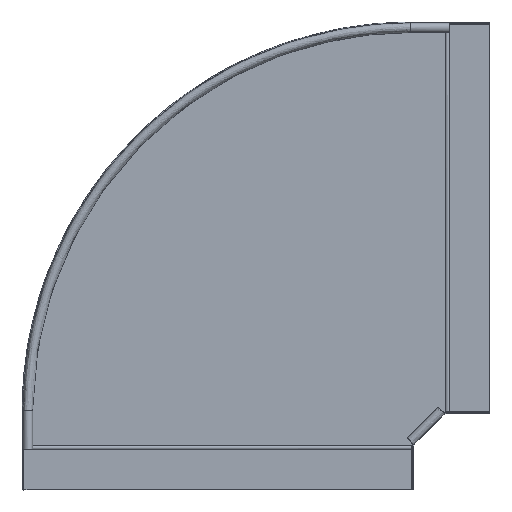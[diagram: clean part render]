
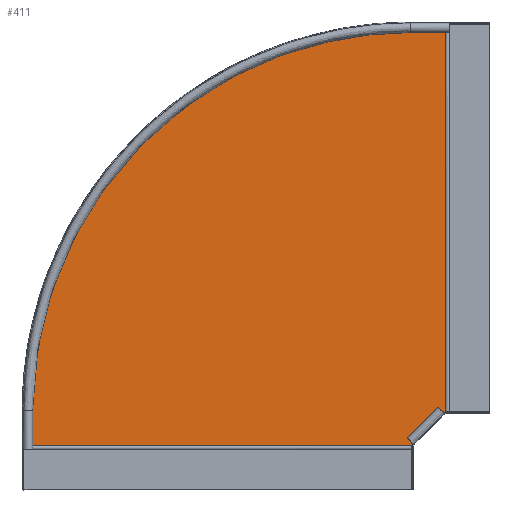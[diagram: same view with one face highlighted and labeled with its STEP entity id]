
A CAD part, top view. The second image highlights one B-rep face of the part: STEP entity #411.
In plain terms, the highlighted planar face has unit normal (0, 0, 1).
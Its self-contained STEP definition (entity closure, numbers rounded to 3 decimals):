
#411=ADVANCED_FACE('',(#787),#5932,.T.);
#787=FACE_OUTER_BOUND('',#1188,.T.);
#1188=EDGE_LOOP('',(#3033,#3034,#3035,#3036,#3037,#3038,#3039,#3040));
#3033=ORIENTED_EDGE('',*,*,#4007,.F.);
#3034=ORIENTED_EDGE('',*,*,#4033,.F.);
#3035=ORIENTED_EDGE('',*,*,#4011,.F.);
#3036=ORIENTED_EDGE('',*,*,#4027,.F.);
#3037=ORIENTED_EDGE('',*,*,#4032,.F.);
#3038=ORIENTED_EDGE('',*,*,#4031,.F.);
#3039=ORIENTED_EDGE('',*,*,#4030,.F.);
#3040=ORIENTED_EDGE('',*,*,#4034,.F.);
#4007=EDGE_CURVE('',#5598,#5597,#4986,.T.);
#4011=EDGE_CURVE('',#5607,#5606,#4990,.T.);
#4027=EDGE_CURVE('',#5613,#5607,#4190,.T.);
#4030=EDGE_CURVE('',#5614,#5615,#5001,.T.);
#4031=EDGE_CURVE('',#5615,#5616,#5002,.T.);
#4032=EDGE_CURVE('',#5616,#5613,#5003,.T.);
#4033=EDGE_CURVE('',#5606,#5598,#5004,.T.);
#4034=EDGE_CURVE('',#5597,#5614,#5005,.T.);
#4190=(
BOUNDED_CURVE()
B_SPLINE_CURVE(2,(#16047,#16048,#16049),.UNSPECIFIED.,.F.,.F.)
B_SPLINE_CURVE_WITH_KNOTS((3,3),(-780.686,0.),.UNSPECIFIED.)
CURVE()
GEOMETRIC_REPRESENTATION_ITEM()
RATIONAL_B_SPLINE_CURVE((1.,0.707,1.))
REPRESENTATION_ITEM('')
);
#4986=B_SPLINE_CURVE_WITH_KNOTS('',1,(#15993,#15994),.UNSPECIFIED.,.F.,
 .F.,(2,2),(0.,1.972),.UNSPECIFIED.);
#4990=B_SPLINE_CURVE_WITH_KNOTS('',1,(#16001,#16002),.UNSPECIFIED.,.F.,
 .F.,(2,2),(0.,44.522),.UNSPECIFIED.);
#5001=B_SPLINE_CURVE_WITH_KNOTS('',1,(#16055,#16056),.UNSPECIFIED.,.F.,
 .F.,(2,2),(0.,1.972),.UNSPECIFIED.);
#5002=B_SPLINE_CURVE_WITH_KNOTS('',1,(#16057,#16058),.UNSPECIFIED.,.F.,
 .F.,(2,2),(0.,498.5),.UNSPECIFIED.);
#5003=B_SPLINE_CURVE_WITH_KNOTS('',1,(#16059,#16060),.UNSPECIFIED.,.F.,
 .F.,(2,2),(0.,44.522),.UNSPECIFIED.);
#5004=B_SPLINE_CURVE_WITH_KNOTS('',1,(#16061,#16062),.UNSPECIFIED.,.F.,
 .F.,(2,2),(0.,498.5),.UNSPECIFIED.);
#5005=B_SPLINE_CURVE_WITH_KNOTS('',1,(#16063,#16064),.UNSPECIFIED.,.F.,
 .F.,(2,2),(-58.053,0.),.UNSPECIFIED.);
#5597=VERTEX_POINT('',#15933);
#5598=VERTEX_POINT('',#15934);
#5606=VERTEX_POINT('',#15942);
#5607=VERTEX_POINT('',#15943);
#5613=VERTEX_POINT('',#15949);
#5614=VERTEX_POINT('',#15950);
#5615=VERTEX_POINT('',#15951);
#5616=VERTEX_POINT('',#15952);
#5932=PLANE('',#6271);
#6271=AXIS2_PLACEMENT_3D('',#15770,#6505,$);
#6505=DIRECTION('',(0.,0.,1.));
#15770=CARTESIAN_POINT('',(-2.16,-347.44,1.25));
#15933=CARTESIAN_POINT('',(-59.3,-249.25,1.25));
#15934=CARTESIAN_POINT('',(-57.328,-249.25,1.25));
#15942=CARTESIAN_POINT('',(-57.328,249.25,1.25));
#15943=CARTESIAN_POINT('',(-101.85,249.25,1.25));
#15949=CARTESIAN_POINT('',(-598.85,-247.75,1.25));
#15950=CARTESIAN_POINT('',(-100.35,-290.3,1.25));
#15951=CARTESIAN_POINT('',(-100.35,-292.272,1.25));
#15952=CARTESIAN_POINT('',(-598.85,-292.272,1.25));
#15993=CARTESIAN_POINT('',(-57.328,-249.25,1.25));
#15994=CARTESIAN_POINT('',(-59.3,-249.25,1.25));
#16001=CARTESIAN_POINT('',(-101.85,249.25,1.25));
#16002=CARTESIAN_POINT('',(-57.328,249.25,1.25));
#16047=CARTESIAN_POINT('',(-598.85,-247.75,1.25));
#16048=CARTESIAN_POINT('',(-598.85,249.25,1.25));
#16049=CARTESIAN_POINT('',(-101.85,249.25,1.25));
#16055=CARTESIAN_POINT('',(-100.35,-290.3,1.25));
#16056=CARTESIAN_POINT('',(-100.35,-292.272,1.25));
#16057=CARTESIAN_POINT('',(-100.35,-292.272,1.25));
#16058=CARTESIAN_POINT('',(-598.85,-292.272,1.25));
#16059=CARTESIAN_POINT('',(-598.85,-292.272,1.25));
#16060=CARTESIAN_POINT('',(-598.85,-247.75,1.25));
#16061=CARTESIAN_POINT('',(-57.328,249.25,1.25));
#16062=CARTESIAN_POINT('',(-57.328,-249.25,1.25));
#16063=CARTESIAN_POINT('',(-59.3,-249.25,1.25));
#16064=CARTESIAN_POINT('',(-100.35,-290.3,1.25));
